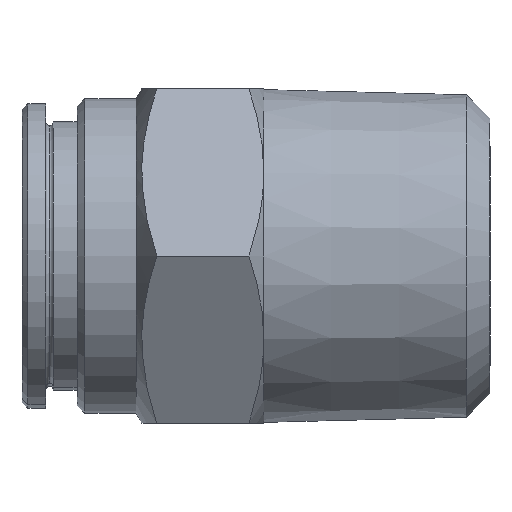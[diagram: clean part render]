
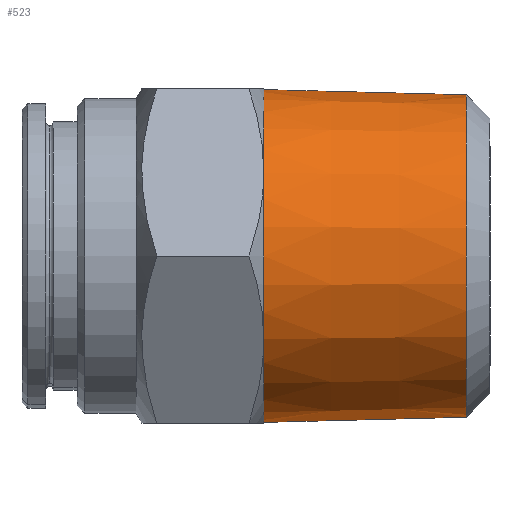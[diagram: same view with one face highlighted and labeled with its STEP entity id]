
A CAD part, left-side view. The second image highlights one B-rep face of the part: STEP entity #523.
In plain terms, the highlighted conical face has half-angle 1.47 degrees and reference radius 8.462 mm.
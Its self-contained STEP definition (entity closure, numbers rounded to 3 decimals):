
#230 = VERTEX_POINT ( 'NONE', #976 ) ;
#231 = VERTEX_POINT ( 'NONE', #975 ) ;
#280 = EDGE_CURVE ( 'NONE', #231, #353, #1024, .T. ) ;
#353 = VERTEX_POINT ( 'NONE', #1216 ) ;
#356 = VERTEX_POINT ( 'NONE', #1181 ) ;
#359 = EDGE_CURVE ( 'NONE', #230, #356, #1315, .T. ) ;
#517 = EDGE_CURVE ( 'NONE', #231, #230, #1557, .T. ) ;
#523 = ADVANCED_FACE ( 'NONE', ( #1543 ), #1620, .T. ) ;
#524 = EDGE_LOOP ( 'NONE', ( #565, #566, #567, #568 ) ) ;
#565 = ORIENTED_EDGE ( 'NONE', *, *, #359, .F. ) ;
#566 = ORIENTED_EDGE ( 'NONE', *, *, #517, .F. ) ;
#567 = ORIENTED_EDGE ( 'NONE', *, *, #280, .T. ) ;
#568 = ORIENTED_EDGE ( 'NONE', *, *, #569, .T. ) ;
#569 = EDGE_CURVE ( 'NONE', #353, #356, #1635, .T. ) ;
#975 = CARTESIAN_POINT ( 'NONE',  ( 0., 1.2, 8.198 ) ) ;
#976 = CARTESIAN_POINT ( 'NONE',  ( 0., 1.2, -8.198 ) ) ;
#1021 = DIRECTION ( 'NONE',  ( 0., 1., 0.026 ) ) ;
#1022 = VECTOR ( 'NONE', #1021, 1000. ) ;
#1023 = CARTESIAN_POINT ( 'NONE',  ( 0., 11.5, 8.462 ) ) ;
#1024 = LINE ( 'NONE', #1023, #1022 ) ;
#1181 = CARTESIAN_POINT ( 'NONE',  ( 0., 11.5, -8.462 ) ) ;
#1216 = CARTESIAN_POINT ( 'NONE',  ( 0., 11.5, 8.462 ) ) ;
#1312 = DIRECTION ( 'NONE',  ( 0., 1., -0.026 ) ) ;
#1313 = VECTOR ( 'NONE', #1312, 1000. ) ;
#1314 = CARTESIAN_POINT ( 'NONE',  ( 0., 11.5, -8.462 ) ) ;
#1315 = LINE ( 'NONE', #1314, #1313 ) ;
#1543 = FACE_OUTER_BOUND ( 'NONE', #524, .T. ) ;
#1553 = DIRECTION ( 'NONE',  ( 0., 0., -1. ) ) ;
#1554 = DIRECTION ( 'NONE',  ( 0., -1., 0. ) ) ;
#1555 = CARTESIAN_POINT ( 'NONE',  ( 0., 1.2, 0. ) ) ;
#1556 = AXIS2_PLACEMENT_3D ( 'NONE', #1555, #1554, #1553 ) ;
#1557 = CIRCLE ( 'NONE', #1556, 8.198 ) ;
#1605 = DIRECTION ( 'NONE',  ( 0., 1., 0. ) ) ;
#1606 = DIRECTION ( 'NONE',  ( 0., 0., 1. ) ) ;
#1607 = CARTESIAN_POINT ( 'NONE',  ( 0., 11.5, 0. ) ) ;
#1608 = AXIS2_PLACEMENT_3D ( 'NONE', #1607, #1605, #1606 ) ;
#1619 = DIRECTION ( 'NONE',  ( 0., 0., -1. ) ) ;
#1620 = CONICAL_SURFACE ( 'NONE', #1608, 8.462, 0.026 ) ;
#1632 = DIRECTION ( 'NONE',  ( 0., -1., 0. ) ) ;
#1633 = CARTESIAN_POINT ( 'NONE',  ( 0., 11.5, 0. ) ) ;
#1634 = AXIS2_PLACEMENT_3D ( 'NONE', #1633, #1632, #1619 ) ;
#1635 = CIRCLE ( 'NONE', #1634, 8.462 ) ;
